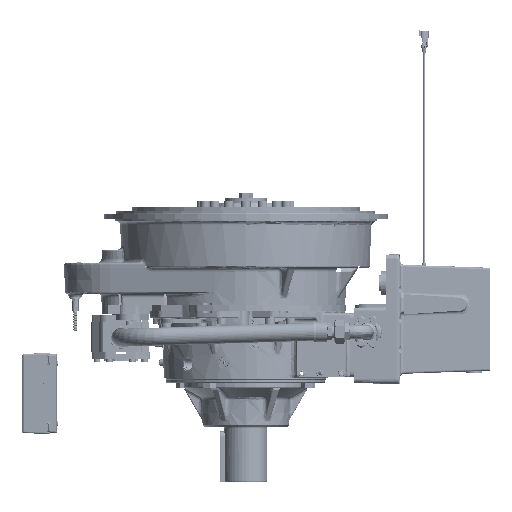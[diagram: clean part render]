
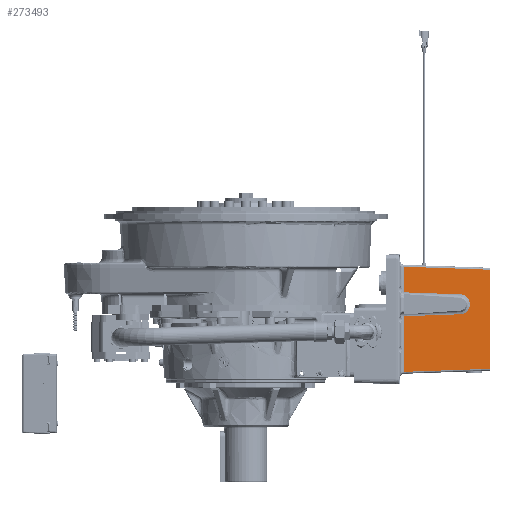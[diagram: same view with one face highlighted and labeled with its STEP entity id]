
A CAD part, left-side view. The second image highlights one B-rep face of the part: STEP entity #273493.
In plain terms, the highlighted planar face has unit normal (-0.999, -0.035, 0).
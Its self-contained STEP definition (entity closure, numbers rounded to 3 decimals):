
#6675 = CARTESIAN_POINT ( 'NONE',  ( -243.203, -560.851, -212.457 ) ) ;
#12263 = CARTESIAN_POINT ( 'NONE',  ( -244.045, -536.723, -201.715 ) ) ;
#21140 = VERTEX_POINT ( 'NONE', #12263 ) ;
#39257 = CARTESIAN_POINT ( 'NONE',  ( -241.444, -611.2, -140.253 ) ) ;
#44008 = CARTESIAN_POINT ( 'NONE',  ( -244.045, -536.723, -201.715 ) ) ;
#47039 = CARTESIAN_POINT ( 'NONE',  ( -241.444, -611.2, -101.7 ) ) ;
#53400 = CARTESIAN_POINT ( 'NONE',  ( -241.444, -611.2, -388.147 ) ) ;
#53651 = VECTOR ( 'NONE', #197606, 1000. ) ;
#58463 = VECTOR ( 'NONE', #312604, 1000. ) ;
#69956 = CARTESIAN_POINT ( 'NONE',  ( -248.965, -395.851, -395.668 ) ) ;
#86832 = LINE ( 'NONE', #47039, #413024 ) ;
#89011 = VECTOR ( 'NONE', #382140, 1000. ) ;
#96178 = VERTEX_POINT ( 'NONE', #53400 ) ;
#98019 = CARTESIAN_POINT ( 'NONE',  ( -248.965, -395.851, -196.796 ) ) ;
#100342 = ORIENTED_EDGE ( 'NONE', *, *, #161231, .F. ) ;
#104828 = VECTOR ( 'NONE', #240715, 1000. ) ;
#115388 = LINE ( 'NONE', #232494, #53651 ) ;
#121696 = PLANE ( 'NONE',  #449753 ) ;
#129740 = ORIENTED_EDGE ( 'NONE', *, *, #193025, .T. ) ;
#143030 = CARTESIAN_POINT ( 'NONE',  ( -248.965, -395.851, -132.732 ) ) ;
#147407 = CARTESIAN_POINT ( 'NONE',  ( -249.641, -376.477, -396.344 ) ) ;
#148812 = VERTEX_POINT ( 'NONE', #98019 ) ;
#152513 = EDGE_CURVE ( 'NONE', #379795, #96178, #227156, .T. ) ;
#153592 = ORIENTED_EDGE ( 'NONE', *, *, #347053, .T. ) ;
#155480 = CARTESIAN_POINT ( 'NONE',  ( -244.033, -537.072, -201.727 ) ) ;
#157318 = VERTEX_POINT ( 'NONE', #436560 ) ;
#158508 = CARTESIAN_POINT ( 'NONE',  ( -243.203, -560.851, -226.7 ) ) ;
#161231 = EDGE_CURVE ( 'NONE', #231625, #96178, #86832, .T. ) ;
#184889 = DIRECTION ( 'NONE',  ( 0.035, -0.999, 0.035 ) ) ;
#189126 = CARTESIAN_POINT ( 'NONE',  ( -250., -366.2, -101.7 ) ) ;
#193025 = EDGE_CURVE ( 'NONE', #157318, #354476, #278060, .T. ) ;
#197606 = DIRECTION ( 'NONE',  ( 0., 0., -1. ) ) ;
#200582 = CARTESIAN_POINT ( 'NONE',  ( -250.036, -365.155, -131.66 ) ) ;
#213878 = ORIENTED_EDGE ( 'NONE', *, *, #436168, .T. ) ;
#227156 = LINE ( 'NONE', #147407, #295867 ) ;
#230006 = EDGE_CURVE ( 'NONE', #354476, #379795, #115388, .T. ) ;
#231625 = VERTEX_POINT ( 'NONE', #39257 ) ;
#232494 = CARTESIAN_POINT ( 'NONE',  ( -248.965, -395.851, -101.7 ) ) ;
#233879 = FACE_OUTER_BOUND ( 'NONE', #366130, .T. ) ;
#238817 = DIRECTION ( 'NONE',  ( 0., 0., -1. ) ) ;
#240715 = DIRECTION ( 'NONE',  ( -0.035, 0.999, -0.035 ) ) ;
#248989 = CARTESIAN_POINT ( 'NONE',  ( -243.548, -550.957, -251.188 ) ) ;
#266903 =( BOUNDED_CURVE ( )  B_SPLINE_CURVE ( 3, ( #44008, #270685, #6675, #158508 ),
 .UNSPECIFIED., .F., .T. ) 
 B_SPLINE_CURVE_WITH_KNOTS ( ( 4, 4 ),
 ( 4.747, 6.283 ),
 .UNSPECIFIED. ) 
 CURVE ( )  GEOMETRIC_REPRESENTATION_ITEM ( )  RATIONAL_B_SPLINE_CURVE ( ( 1., 0.813, 0.813, 1. ) ) 
 REPRESENTATION_ITEM ( '' )  );
#269815 =( BOUNDED_CURVE ( )  B_SPLINE_CURVE ( 3, ( #368437, #438125, #248989, #408145 ),
 .UNSPECIFIED., .F., .T. ) 
 B_SPLINE_CURVE_WITH_KNOTS ( ( 4, 4 ),
 ( 0., 1.536 ),
 .UNSPECIFIED. ) 
 CURVE ( )  GEOMETRIC_REPRESENTATION_ITEM ( )  RATIONAL_B_SPLINE_CURVE ( ( 1., 0.813, 0.813, 1. ) ) 
 REPRESENTATION_ITEM ( '' )  );
#270685 = CARTESIAN_POINT ( 'NONE',  ( -243.548, -550.957, -202.212 ) ) ;
#273493 = ADVANCED_FACE ( 'NONE', ( #233879 ), #121696, .T. ) ;
#273694 = DIRECTION ( 'NONE',  ( 0.035, -0.999, 0. ) ) ;
#278060 = LINE ( 'NONE', #429904, #104828 ) ;
#289308 = ORIENTED_EDGE ( 'NONE', *, *, #323278, .T. ) ;
#295867 = VECTOR ( 'NONE', #184889, 1000. ) ;
#301014 = CARTESIAN_POINT ( 'NONE',  ( -248.965, -395.851, -101.7 ) ) ;
#312604 = DIRECTION ( 'NONE',  ( -0.035, 0.999, 0.035 ) ) ;
#323278 = EDGE_CURVE ( 'NONE', #324915, #157318, #269815, .T. ) ;
#323674 = ORIENTED_EDGE ( 'NONE', *, *, #347413, .T. ) ;
#324915 = VERTEX_POINT ( 'NONE', #376133 ) ;
#347053 = EDGE_CURVE ( 'NONE', #21140, #324915, #266903, .T. ) ;
#347413 = EDGE_CURVE ( 'NONE', #148812, #21140, #379695, .T. ) ;
#354476 = VERTEX_POINT ( 'NONE', #410947 ) ;
#366130 = EDGE_LOOP ( 'NONE', ( #100342, #213878, #445844, #323674, #153592, #289308, #129740, #465446, #377518 ) ) ;
#368437 = CARTESIAN_POINT ( 'NONE',  ( -243.203, -560.851, -226.7 ) ) ;
#376133 = CARTESIAN_POINT ( 'NONE',  ( -243.203, -560.851, -226.7 ) ) ;
#377518 = ORIENTED_EDGE ( 'NONE', *, *, #152513, .T. ) ;
#379695 = LINE ( 'NONE', #155480, #89011 ) ;
#379795 = VERTEX_POINT ( 'NONE', #69956 ) ;
#380663 = LINE ( 'NONE', #301014, #473497 ) ;
#381050 = EDGE_CURVE ( 'NONE', #471764, #148812, #380663, .T. ) ;
#382140 = DIRECTION ( 'NONE',  ( 0.035, -0.999, -0.035 ) ) ;
#408145 = CARTESIAN_POINT ( 'NONE',  ( -244.045, -536.723, -251.685 ) ) ;
#410947 = CARTESIAN_POINT ( 'NONE',  ( -248.965, -395.851, -256.604 ) ) ;
#413024 = VECTOR ( 'NONE', #238817, 1000. ) ;
#423043 = DIRECTION ( 'NONE',  ( -0.999, -0.035, 0. ) ) ;
#424667 = LINE ( 'NONE', #200582, #58463 ) ;
#429904 = CARTESIAN_POINT ( 'NONE',  ( -249.289, -386.548, -256.929 ) ) ;
#436168 = EDGE_CURVE ( 'NONE', #231625, #471764, #424667, .T. ) ;
#436560 = CARTESIAN_POINT ( 'NONE',  ( -244.045, -536.723, -251.685 ) ) ;
#438125 = CARTESIAN_POINT ( 'NONE',  ( -243.203, -560.851, -240.943 ) ) ;
#445844 = ORIENTED_EDGE ( 'NONE', *, *, #381050, .T. ) ;
#449753 = AXIS2_PLACEMENT_3D ( 'NONE', #189126, #423043, #273694 ) ;
#465446 = ORIENTED_EDGE ( 'NONE', *, *, #230006, .T. ) ;
#471764 = VERTEX_POINT ( 'NONE', #143030 ) ;
#473497 = VECTOR ( 'NONE', #490331, 1000. ) ;
#490331 = DIRECTION ( 'NONE',  ( 0., 0., -1. ) ) ;
